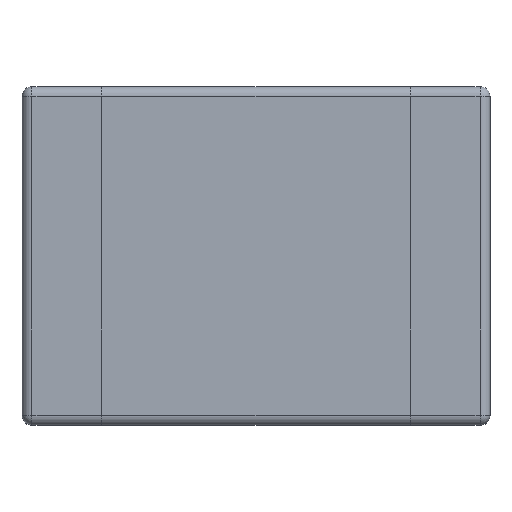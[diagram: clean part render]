
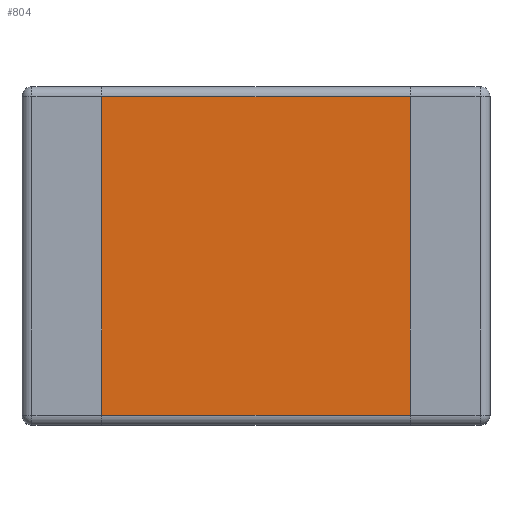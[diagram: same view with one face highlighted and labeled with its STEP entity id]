
A CAD part, top view. The second image highlights one B-rep face of the part: STEP entity #804.
In plain terms, the highlighted planar face has unit normal (0, 0, 1).
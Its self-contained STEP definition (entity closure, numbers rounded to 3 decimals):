
#534=CARTESIAN_POINT('',(1.55,1.6,1.7));
#535=VERTEX_POINT('',#534);
#553=CARTESIAN_POINT('',(-1.55,1.6,1.7));
#554=VERTEX_POINT('',#553);
#562=CARTESIAN_POINT('',(-1.55,1.6,1.7));
#563=DIRECTION('',(1.0,0.0,0.0));
#564=VECTOR('',#563,3.1);
#565=LINE('',#562,#564);
#566=EDGE_CURVE('',#554,#535,#565,.T.);
#619=CARTESIAN_POINT('',(-1.55,-1.6,1.7));
#620=VERTEX_POINT('',#619);
#628=CARTESIAN_POINT('',(-1.55,-1.6,1.7));
#629=DIRECTION('',(0.0,1.0,0.0));
#630=VECTOR('',#629,3.2);
#631=LINE('',#628,#630);
#632=EDGE_CURVE('',#620,#554,#631,.T.);
#700=CARTESIAN_POINT('',(1.55,-1.6,1.7));
#701=VERTEX_POINT('',#700);
#709=CARTESIAN_POINT('',(1.55,-1.6,1.7));
#710=DIRECTION('',(-1.0,0.0,0.0));
#711=VECTOR('',#710,3.1);
#712=LINE('',#709,#711);
#713=EDGE_CURVE('',#701,#620,#712,.T.);
#724=CARTESIAN_POINT('',(1.55,1.6,1.7));
#725=DIRECTION('',(0.0,-1.0,0.0));
#726=VECTOR('',#725,3.2);
#727=LINE('',#724,#726);
#728=EDGE_CURVE('',#535,#701,#727,.T.);
#793=CARTESIAN_POINT('',(0.,0.,1.7));
#794=DIRECTION('',(0.0,0.0,1.0));
#795=DIRECTION('',(1.0,0.0,0.0));
#796=AXIS2_PLACEMENT_3D('',#793,#794,#795);
#797=PLANE('',#796);
#798=ORIENTED_EDGE('',*,*,#566,.F.);
#799=ORIENTED_EDGE('',*,*,#632,.F.);
#800=ORIENTED_EDGE('',*,*,#713,.F.);
#801=ORIENTED_EDGE('',*,*,#728,.F.);
#802=EDGE_LOOP('',(#798,#799,#800,#801));
#803=FACE_OUTER_BOUND('',#802,.T.);
#804=ADVANCED_FACE('',(#803),#797,.T.);
